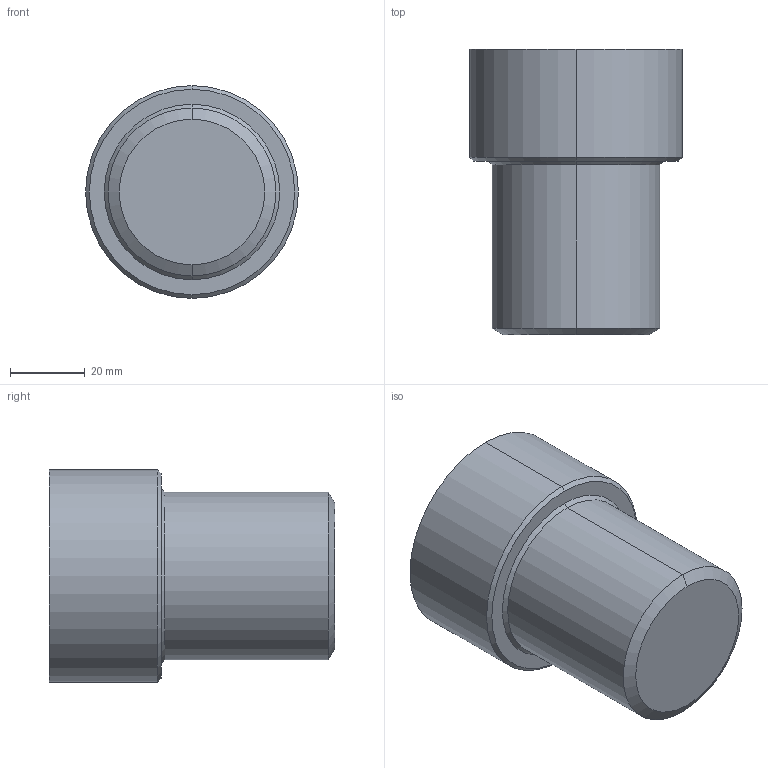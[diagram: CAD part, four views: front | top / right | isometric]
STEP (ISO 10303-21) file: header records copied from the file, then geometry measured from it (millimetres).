
FILE_DESCRIPTION (( 'STEP AP214' ), '1' );
FILE_NAME ('REM_USI_106.STEP', '2021-05-17T07:49:10', ( '' ), ( '' ), 'SwSTEP 2.0', 'SolidWorks 2016', '' );
FILE_SCHEMA (( 'AUTOMOTIVE_DESIGN' ));
Length unit declared in the file: millimetre
Products named in the file (1): REM_USI_106
Bounding box: 57 x 76.5 x 57 mm (x, y, z)
Volume: 50252.3 mm3; surface area: 27230 mm2
Topology: 1 solids, 1 shells, 36 faces, 78 edges, 42 vertices
Faces by surface type: cone 18, cylinder 14, plane 4
Entity records: 1042 total; most frequent: DIRECTION 182, CARTESIAN_POINT 149, ORIENTED_EDGE 140, AXIS2_PLACEMENT_3D 75, EDGE_CURVE 70, EDGE_LOOP 42, VERTEX_POINT 42, CIRCLE 38
